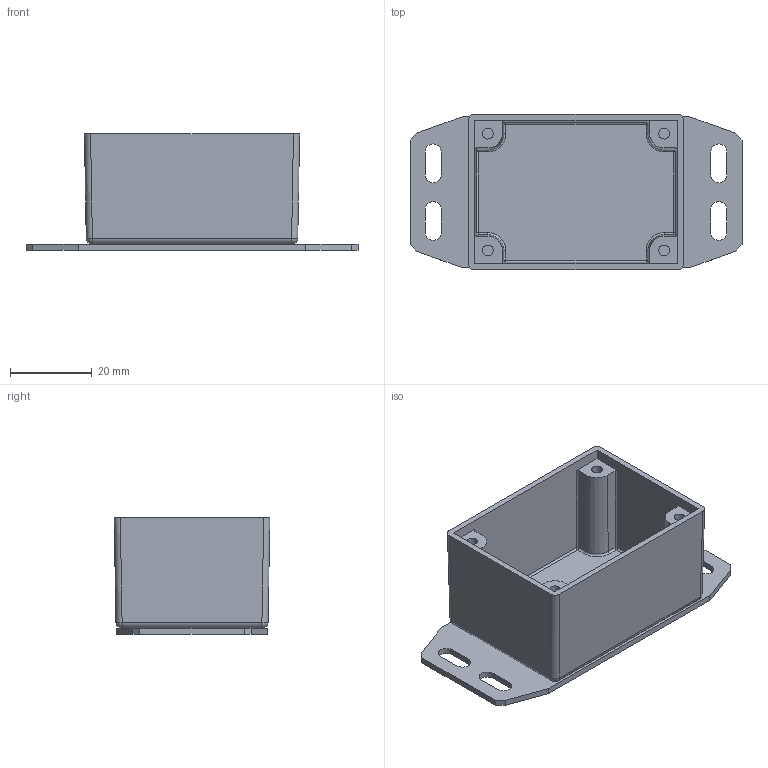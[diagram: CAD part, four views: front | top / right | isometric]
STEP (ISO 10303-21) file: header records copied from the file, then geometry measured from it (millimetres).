
FILE_DESCRIPTION(('FreeCAD Model'),'2;1');
FILE_NAME('1590hf.stp', '2015-06-29T00:18:07',('Author'),(''), 'Open CASCADE STEP processor 6.8','FreeCAD','Unknown');
FILE_SCHEMA(('AUTOMOTIVE_DESIGN_CC2 { 1 2 10303 214 -1 1 5 4 }'));
Length unit declared in the file: millimetre
Products named in the file (2): 1590H_Flange-Box_Weld001; 1590H_Flange-Box_Weld
Bounding box: 81 x 38 x 28.5 mm (x, y, z)
Volume: 17162.4 mm3; surface area: 18716.6 mm2
Topology: 2 solids, 2 shells, 109 faces, 260 edges, 160 vertices
Faces by surface type: plane 49, cylinder 40, sphere 12, torus 4, cone 4
Full cylindrical faces by diameter (mm): 2.642 x4
Entity records: 11550 total; most frequent: CARTESIAN_POINT 6550, DIRECTION 848, ORIENTED_EDGE 520, PCURVE 520, DEFINITIONAL_REPRESENTATION 520, LINE 408, VECTOR 408, EDGE_CURVE 260
